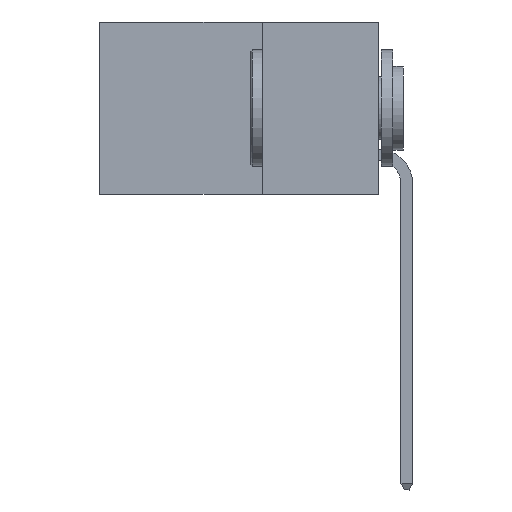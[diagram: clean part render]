
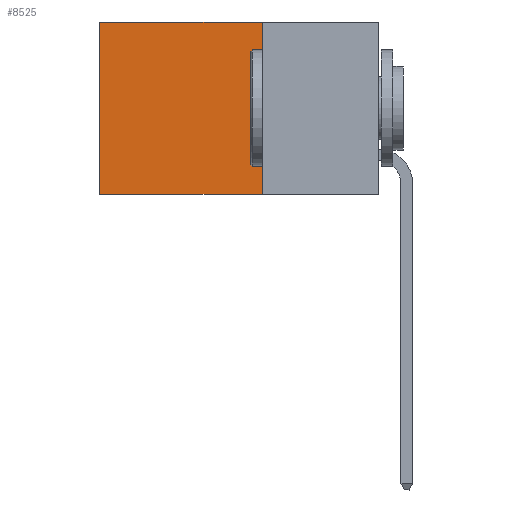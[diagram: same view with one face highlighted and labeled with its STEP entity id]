
A CAD part, left-side view. The second image highlights one B-rep face of the part: STEP entity #8525.
In plain terms, the highlighted planar face has unit normal (-1, 0, 0).
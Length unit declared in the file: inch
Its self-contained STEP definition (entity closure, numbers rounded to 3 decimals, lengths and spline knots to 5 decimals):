
#544 = AXIS2_PLACEMENT_3D ( 'NONE', #3803, #6219, #7463 ) ;
#724 = ORIENTED_EDGE ( 'NONE', *, *, #8234, .T. ) ;
#2108 = CARTESIAN_POINT ( 'NONE',  ( 0.2615, 0.6, -0.37 ) ) ;
#2457 = LINE ( 'NONE', #7202, #6816 ) ;
#2548 = CARTESIAN_POINT ( 'NONE',  ( 0.2615, 0.6, 0. ) ) ;
#2572 = DIRECTION ( 'NONE',  ( 0., 1., 0. ) ) ;
#2788 = PLANE ( 'NONE',  #544 ) ;
#2796 = LINE ( 'NONE', #3737, #8174 ) ;
#2986 = ORIENTED_EDGE ( 'NONE', *, *, #9679, .F. ) ;
#3175 = CARTESIAN_POINT ( 'NONE',  ( 0.2615, 0.25, -0.37 ) ) ;
#3337 = EDGE_CURVE ( 'NONE', #14474, #12603, #10153, .T. ) ;
#3737 = CARTESIAN_POINT ( 'NONE',  ( 0.2615, 0.25, -0.37 ) ) ;
#3803 = CARTESIAN_POINT ( 'NONE',  ( 0.2615, 0.25, -0.37 ) ) ;
#4153 = VECTOR ( 'NONE', #4181, 39.37008 ) ;
#4181 = DIRECTION ( 'NONE',  ( 0., 0., -1. ) ) ;
#4499 = DIRECTION ( 'NONE',  ( 0., 0., -1. ) ) ;
#4565 = CARTESIAN_POINT ( 'NONE',  ( 0.2615, 0.25, 0. ) ) ;
#5270 = LINE ( 'NONE', #9980, #4153 ) ;
#5327 = ORIENTED_EDGE ( 'NONE', *, *, #3337, .T. ) ;
#5343 = VECTOR ( 'NONE', #4499, 39.37008 ) ;
#6219 = DIRECTION ( 'NONE',  ( 1., 0., 0. ) ) ;
#6447 = CARTESIAN_POINT ( 'NONE',  ( 0.2615, 0.6, -0.37 ) ) ;
#6816 = VECTOR ( 'NONE', #11929, 39.37008 ) ;
#7202 = CARTESIAN_POINT ( 'NONE',  ( 0.2615, 0.25, 0. ) ) ;
#7463 = DIRECTION ( 'NONE',  ( 0., 0., -1. ) ) ;
#7481 = VERTEX_POINT ( 'NONE', #3175 ) ;
#8174 = VECTOR ( 'NONE', #2572, 39.37008 ) ;
#8234 = EDGE_CURVE ( 'NONE', #11612, #14474, #2457, .T. ) ;
#8525 = ADVANCED_FACE ( 'NONE', ( #14502 ), #2788, .F. ) ;
#8758 = ORIENTED_EDGE ( 'NONE', *, *, #11595, .F. ) ;
#9679 = EDGE_CURVE ( 'NONE', #7481, #12603, #2796, .T. ) ;
#9980 = CARTESIAN_POINT ( 'NONE',  ( 0.2615, 0.25, -0.37 ) ) ;
#10153 = LINE ( 'NONE', #2108, #5343 ) ;
#11595 = EDGE_CURVE ( 'NONE', #11612, #7481, #5270, .T. ) ;
#11612 = VERTEX_POINT ( 'NONE', #4565 ) ;
#11910 = EDGE_LOOP ( 'NONE', ( #5327, #2986, #8758, #724 ) ) ;
#11929 = DIRECTION ( 'NONE',  ( 0., 1., 0. ) ) ;
#12603 = VERTEX_POINT ( 'NONE', #6447 ) ;
#14474 = VERTEX_POINT ( 'NONE', #2548 ) ;
#14502 = FACE_OUTER_BOUND ( 'NONE', #11910, .T. ) ;
